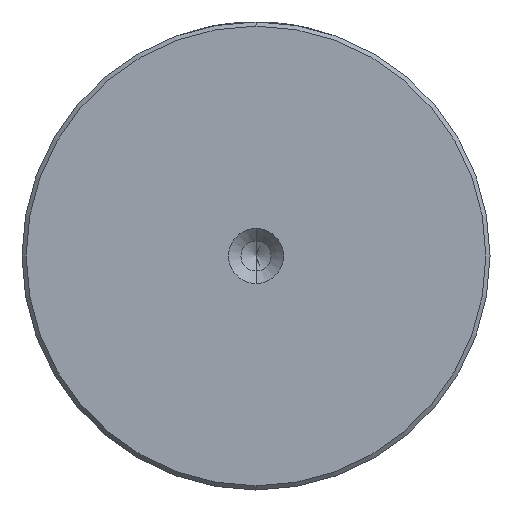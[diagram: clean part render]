
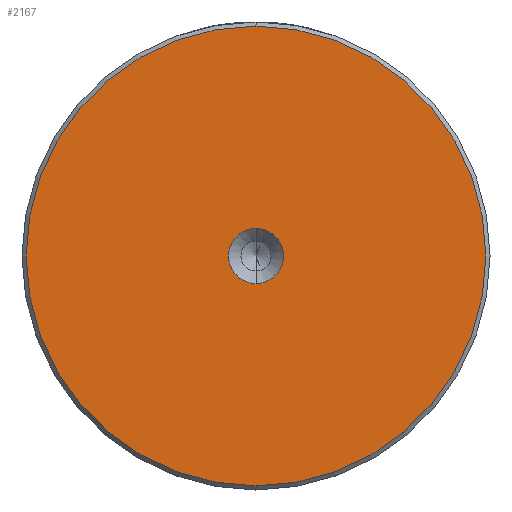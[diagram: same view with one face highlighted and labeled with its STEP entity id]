
A CAD part, left-side view. The second image highlights one B-rep face of the part: STEP entity #2167.
In plain terms, the highlighted planar face has unit normal (-1, 0, 0).
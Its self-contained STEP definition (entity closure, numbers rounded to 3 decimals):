
#31 = EDGE_CURVE ( 'NONE', #2693, #699, #318, .T. ) ;
#159 = EDGE_LOOP ( 'NONE', ( #1313, #650 ) ) ;
#221 = DIRECTION ( 'NONE',  ( 0., 0., 1. ) ) ;
#318 = CIRCLE ( 'NONE', #2839, 3.3 ) ;
#416 = CARTESIAN_POINT ( 'NONE',  ( 0., 0., 0. ) ) ;
#456 = CARTESIAN_POINT ( 'NONE',  ( 0., 0., -27.5 ) ) ;
#555 = DIRECTION ( 'NONE',  ( -1., 0., 0. ) ) ;
#650 = ORIENTED_EDGE ( 'NONE', *, *, #2207, .F. ) ;
#693 = CARTESIAN_POINT ( 'NONE',  ( 0., 0., 3.3 ) ) ;
#699 = VERTEX_POINT ( 'NONE', #1212 ) ;
#713 = DIRECTION ( 'NONE',  ( 0., 0., 1. ) ) ;
#943 = DIRECTION ( 'NONE',  ( -1., 0., 0. ) ) ;
#963 = DIRECTION ( 'NONE',  ( -1., 0., 0. ) ) ;
#1029 = ORIENTED_EDGE ( 'NONE', *, *, #2781, .T. ) ;
#1082 = CARTESIAN_POINT ( 'NONE',  ( 0., 0., 0. ) ) ;
#1169 = FACE_OUTER_BOUND ( 'NONE', #1769, .T. ) ;
#1212 = CARTESIAN_POINT ( 'NONE',  ( 0., 0., -3.3 ) ) ;
#1313 = ORIENTED_EDGE ( 'NONE', *, *, #31, .F. ) ;
#1317 = DIRECTION ( 'NONE',  ( 0., 0., 1. ) ) ;
#1460 = AXIS2_PLACEMENT_3D ( 'NONE', #1082, #2719, #1317 ) ;
#1636 = DIRECTION ( 'NONE',  ( -1., 0., 0. ) ) ;
#1718 = CIRCLE ( 'NONE', #2991, 3.3 ) ;
#1769 = EDGE_LOOP ( 'NONE', ( #2304, #1029 ) ) ;
#1797 = AXIS2_PLACEMENT_3D ( 'NONE', #3043, #1636, #221 ) ;
#1802 = EDGE_CURVE ( 'NONE', #1951, #2289, #2820, .T. ) ;
#1951 = VERTEX_POINT ( 'NONE', #456 ) ;
#2167 = ADVANCED_FACE ( 'NONE', ( #1169, #2509 ), #2668, .T. ) ;
#2207 = EDGE_CURVE ( 'NONE', #699, #2693, #1718, .T. ) ;
#2289 = VERTEX_POINT ( 'NONE', #2375 ) ;
#2304 = ORIENTED_EDGE ( 'NONE', *, *, #1802, .T. ) ;
#2364 = CARTESIAN_POINT ( 'NONE',  ( 0., 0., 0. ) ) ;
#2375 = CARTESIAN_POINT ( 'NONE',  ( 0., 0., 27.5 ) ) ;
#2426 = CARTESIAN_POINT ( 'NONE',  ( 0., 0., 0. ) ) ;
#2509 = FACE_BOUND ( 'NONE', #159, .T. ) ;
#2524 = AXIS2_PLACEMENT_3D ( 'NONE', #2426, #555, #2895 ) ;
#2597 = CIRCLE ( 'NONE', #1797, 27.5 ) ;
#2604 = DIRECTION ( 'NONE',  ( 0., 0., 1. ) ) ;
#2668 = PLANE ( 'NONE',  #2524 ) ;
#2693 = VERTEX_POINT ( 'NONE', #693 ) ;
#2719 = DIRECTION ( 'NONE',  ( -1., 0., 0. ) ) ;
#2781 = EDGE_CURVE ( 'NONE', #2289, #1951, #2597, .T. ) ;
#2820 = CIRCLE ( 'NONE', #1460, 27.5 ) ;
#2839 = AXIS2_PLACEMENT_3D ( 'NONE', #416, #943, #713 ) ;
#2895 = DIRECTION ( 'NONE',  ( 0., 0., 1. ) ) ;
#2991 = AXIS2_PLACEMENT_3D ( 'NONE', #2364, #963, #2604 ) ;
#3043 = CARTESIAN_POINT ( 'NONE',  ( 0., 0., 0. ) ) ;
